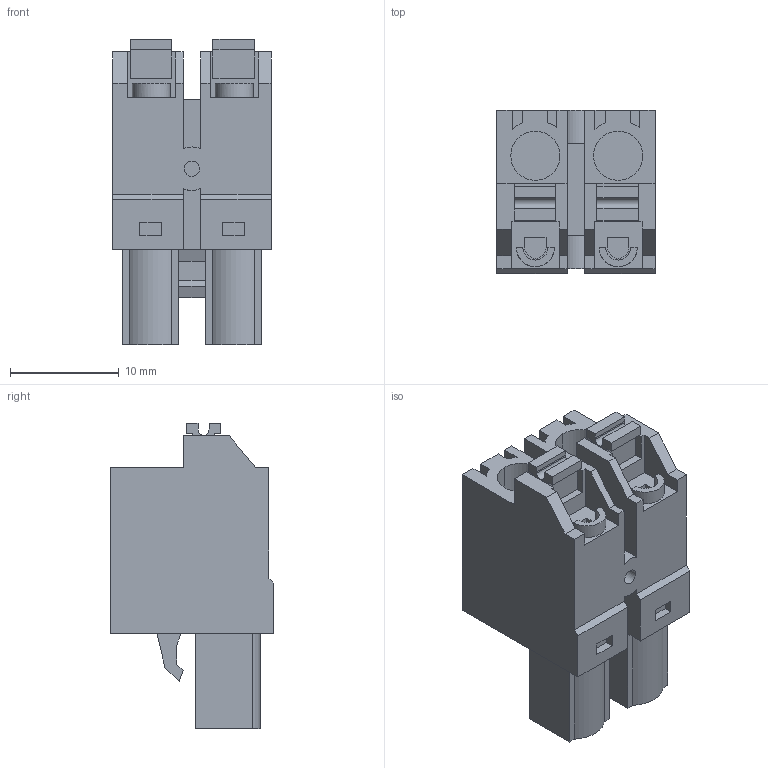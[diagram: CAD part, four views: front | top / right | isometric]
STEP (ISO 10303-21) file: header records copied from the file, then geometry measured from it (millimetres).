
FILE_DESCRIPTION(('CATIA V5 STEP Exchange','CAx-IF Rec.Pracs.--- Model Styling and Organization---1.2---2011-12-15'),'2;1');
FILE_NAME ('D1447617_0_1043830000_1043830000.stp','2017-04-08T11:38:38+00:00',('none'),('Weidmueller'),'CATIA Version 5-6 Release 2014','CATIA V5 STEP AP214','none');
FILE_SCHEMA(('AUTOMOTIVE_DESIGN { 1 0 10303 214 1 1 1 1 }'));
Length unit declared in the file: millimetre
Products named in the file (1): 1043830000
Bounding box: 14.56 x 15.05 x 28.07 mm (x, y, z)
Volume: 3537.8 mm3; surface area: 2530.6 mm2
Topology: 3 solids, 3 shells, 194 faces, 529 edges, 358 vertices
Faces by surface type: plane 160, cylinder 33, extrusion 1
Entity records: 5903 total; most frequent: CARTESIAN_POINT 1148, ORIENTED_EDGE 1058, DIRECTION 810, EDGE_CURVE 529, VECTOR 444, LINE 443, VERTEX_POINT 358, AXIS2_PLACEMENT_3D 218
